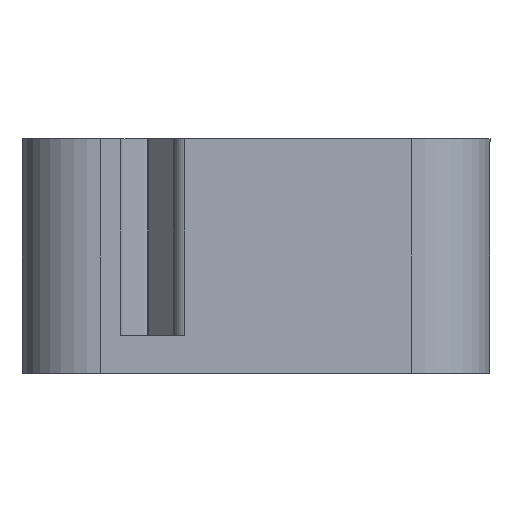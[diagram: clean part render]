
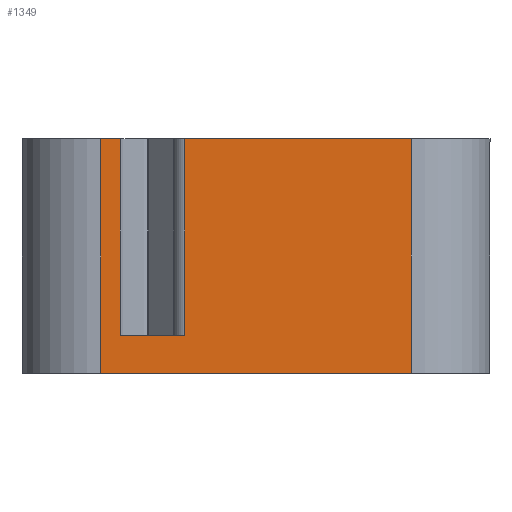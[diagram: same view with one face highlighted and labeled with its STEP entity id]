
A CAD part, front view. The second image highlights one B-rep face of the part: STEP entity #1349.
In plain terms, the highlighted planar face has unit normal (0, -1, 0).
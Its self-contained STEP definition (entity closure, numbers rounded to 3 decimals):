
#61=PLANE('',#1462);
#127=FACE_OUTER_BOUND('',#204,.T.);
#204=EDGE_LOOP('',(#1144,#1145,#1146,#1147,#1148,#1149,#1150,#1151));
#251=LINE('',#1926,#411);
#261=LINE('',#1960,#421);
#266=LINE('',#1975,#426);
#278=LINE('',#2002,#438);
#361=LINE('',#2176,#521);
#362=LINE('',#2181,#522);
#363=LINE('',#2183,#523);
#364=LINE('',#2184,#524);
#411=VECTOR('',#1553,10.);
#421=VECTOR('',#1579,10.);
#426=VECTOR('',#1590,10.);
#438=VECTOR('',#1610,10.);
#521=VECTOR('',#1763,10.);
#522=VECTOR('',#1770,10.);
#523=VECTOR('',#1771,10.);
#524=VECTOR('',#1772,10.);
#604=VERTEX_POINT('',#1923);
#605=VERTEX_POINT('',#1925);
#620=VERTEX_POINT('',#1957);
#621=VERTEX_POINT('',#1959);
#628=VERTEX_POINT('',#1973);
#639=VERTEX_POINT('',#2001);
#696=VERTEX_POINT('',#2180);
#697=VERTEX_POINT('',#2182);
#738=EDGE_CURVE('',#604,#605,#251,.T.);
#755=EDGE_CURVE('',#621,#620,#261,.T.);
#763=EDGE_CURVE('',#604,#628,#266,.T.);
#776=EDGE_CURVE('',#605,#639,#278,.T.);
#865=EDGE_CURVE('',#639,#620,#361,.T.);
#866=EDGE_CURVE('',#628,#696,#362,.T.);
#867=EDGE_CURVE('',#696,#697,#363,.T.);
#868=EDGE_CURVE('',#697,#621,#364,.T.);
#1144=ORIENTED_EDGE('',*,*,#738,.F.);
#1145=ORIENTED_EDGE('',*,*,#763,.T.);
#1146=ORIENTED_EDGE('',*,*,#866,.T.);
#1147=ORIENTED_EDGE('',*,*,#867,.T.);
#1148=ORIENTED_EDGE('',*,*,#868,.T.);
#1149=ORIENTED_EDGE('',*,*,#755,.T.);
#1150=ORIENTED_EDGE('',*,*,#865,.F.);
#1151=ORIENTED_EDGE('',*,*,#776,.F.);
#1349=ADVANCED_FACE('',(#127),#61,.T.);
#1462=AXIS2_PLACEMENT_3D('',#2179,#1768,#1769);
#1553=DIRECTION('',(0.,0.,1.));
#1579=DIRECTION('',(1.,0.,0.));
#1590=DIRECTION('',(1.,0.,0.));
#1610=DIRECTION('',(1.,0.,0.));
#1763=DIRECTION('',(0.,0.,-1.));
#1768=DIRECTION('center_axis',(0.,-1.,0.));
#1769=DIRECTION('ref_axis',(-1.,0.,0.));
#1770=DIRECTION('',(0.,0.,1.));
#1771=DIRECTION('',(1.,0.,0.));
#1772=DIRECTION('',(0.,0.,-1.));
#1923=CARTESIAN_POINT('',(-1.617,-182.285,16.22));
#1925=CARTESIAN_POINT('',(-1.617,-182.285,23.795));
#1926=CARTESIAN_POINT('',(-1.617,-182.285,22.525));
#1957=CARTESIAN_POINT('',(8.407,-182.285,16.22));
#1959=CARTESIAN_POINT('',(7.772,-182.285,16.22));
#1960=CARTESIAN_POINT('',(6.868,-182.285,16.22));
#1973=CARTESIAN_POINT('',(5.689,-182.285,16.22));
#1975=CARTESIAN_POINT('',(-2.887,-182.285,16.22));
#2001=CARTESIAN_POINT('',(8.407,-182.285,23.795));
#2002=CARTESIAN_POINT('',(22.513,-182.285,23.795));
#2176=CARTESIAN_POINT('',(8.407,-182.285,17.61));
#2179=CARTESIAN_POINT('Origin',(22.513,-182.285,22.525));
#2180=CARTESIAN_POINT('',(5.689,-182.285,22.57));
#2181=CARTESIAN_POINT('',(5.689,-182.285,19.373));
#2182=CARTESIAN_POINT('',(7.772,-182.285,22.57));
#2183=CARTESIAN_POINT('',(12.845,-182.285,22.57));
#2184=CARTESIAN_POINT('',(7.772,-182.285,19.373));
